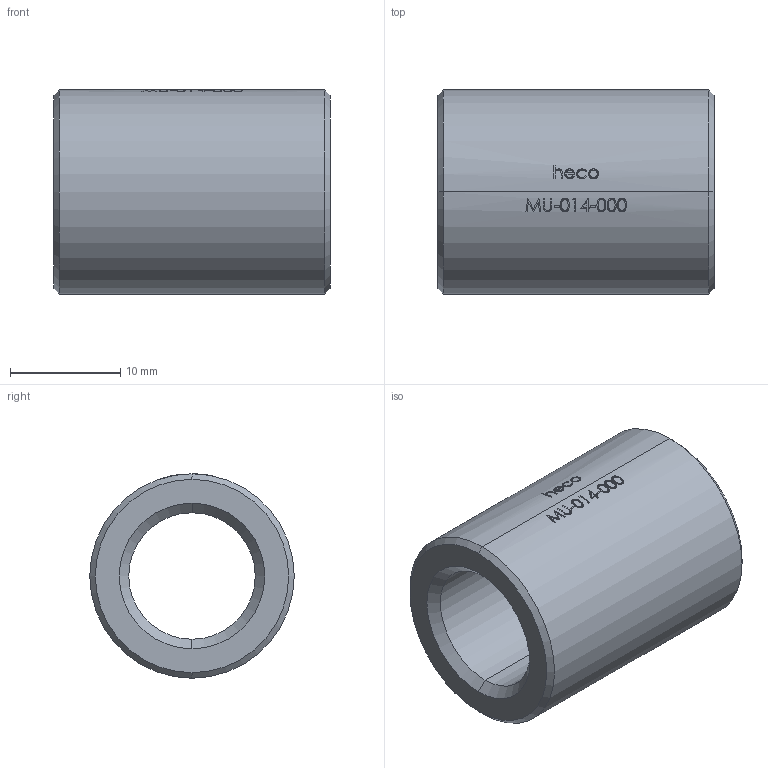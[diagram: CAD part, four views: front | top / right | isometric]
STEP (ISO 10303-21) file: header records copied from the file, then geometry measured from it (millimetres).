
FILE_DESCRIPTION (( 'STEP AP214' ), '1' );
FILE_NAME ('MU-014-000-x Muffe heco.STEP', '2018-05-16T12:54:20', ( '' ), ( '' ), 'SwSTEP 2.0', 'SolidWorks 2016', '' );
FILE_SCHEMA (( 'AUTOMOTIVE_DESIGN' ));
Length unit declared in the file: millimetre
Products named in the file (1): MU-014-000-x Muffe heco
Bounding box: 25 x 18.5 x 18.5 mm (x, y, z)
Volume: 4103.6 mm3; surface area: 2617.4 mm2
Topology: 1 solids, 1 shells, 172 faces, 439 edges, 290 vertices
Faces by surface type: bspline 92, plane 47, cylinder 25, cone 8
Entity records: 14041 total; most frequent: CARTESIAN_POINT 8965, ORIENTED_EDGE 878, EDGE_CURVE 439, DIRECTION 367, VERTEX_POINT 290, B_SPLINE_CURVE_WITH_KNOTS 290, EDGE_LOOP 195, FACE_OUTER_BOUND 172
